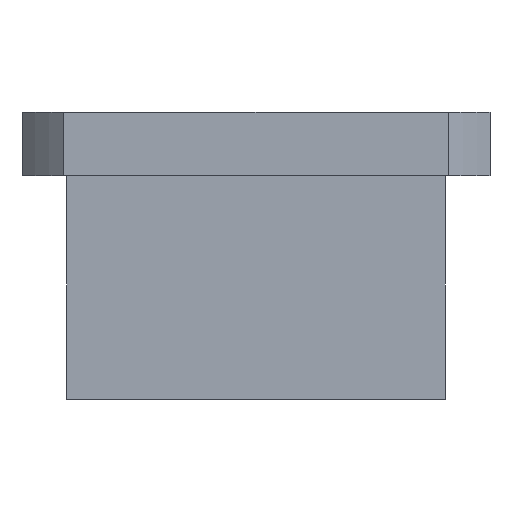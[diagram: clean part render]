
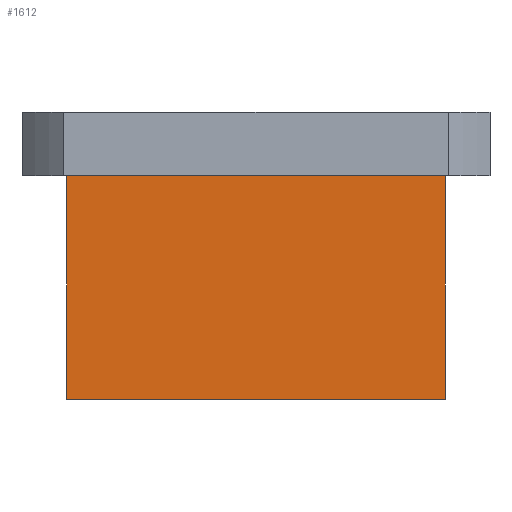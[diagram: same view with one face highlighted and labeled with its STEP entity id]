
A CAD part, front view. The second image highlights one B-rep face of the part: STEP entity #1612.
In plain terms, the highlighted planar face has unit normal (0, -1, 0).
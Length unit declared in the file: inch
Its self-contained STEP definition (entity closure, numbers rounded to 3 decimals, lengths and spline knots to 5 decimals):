
#149 = ORIENTED_EDGE ( 'NONE', *, *, #12490, .F. ) ;
#393 = LINE ( 'NONE', #14206, #1665 ) ;
#733 = VERTEX_POINT ( 'NONE', #10654 ) ;
#737 = LINE ( 'NONE', #16603, #14723 ) ;
#947 = DIRECTION ( 'NONE',  ( 0., 0., 1. ) ) ;
#1189 = CARTESIAN_POINT ( 'NONE',  ( 0.66, -0.37, -1. ) ) ;
#1612 = ADVANCED_FACE ( 'NONE', ( #15049 ), #4754, .F. ) ;
#1665 = VECTOR ( 'NONE', #10188, 39.37008 ) ;
#2097 = LINE ( 'NONE', #14991, #2737 ) ;
#2441 = EDGE_LOOP ( 'NONE', ( #17276, #13056, #149, #14484 ) ) ;
#2505 = EDGE_CURVE ( 'NONE', #5325, #16992, #2097, .T. ) ;
#2737 = VECTOR ( 'NONE', #16473, 39.37008 ) ;
#4754 = PLANE ( 'NONE',  #15886 ) ;
#5306 = DIRECTION ( 'NONE',  ( -1., 0., 0. ) ) ;
#5325 = VERTEX_POINT ( 'NONE', #17253 ) ;
#5767 = EDGE_CURVE ( 'NONE', #733, #12968, #393, .T. ) ;
#5893 = VECTOR ( 'NONE', #5306, 39.37008 ) ;
#7053 = DIRECTION ( 'NONE',  ( 1., 0., 0. ) ) ;
#8071 = CARTESIAN_POINT ( 'NONE',  ( 0.66, -0.37, -1. ) ) ;
#9271 = CARTESIAN_POINT ( 'NONE',  ( -0.66, -0.37, -1. ) ) ;
#10188 = DIRECTION ( 'NONE',  ( 0., 0., -1. ) ) ;
#10220 = CARTESIAN_POINT ( 'NONE',  ( 0.66, -0.37, 0. ) ) ;
#10654 = CARTESIAN_POINT ( 'NONE',  ( -0.66, -0.37, -0.22 ) ) ;
#12490 = EDGE_CURVE ( 'NONE', #16992, #12968, #12527, .T. ) ;
#12527 = LINE ( 'NONE', #8071, #5893 ) ;
#12968 = VERTEX_POINT ( 'NONE', #9271 ) ;
#13056 = ORIENTED_EDGE ( 'NONE', *, *, #5767, .T. ) ;
#13066 = DIRECTION ( 'NONE',  ( 0., 1., 0. ) ) ;
#14206 = CARTESIAN_POINT ( 'NONE',  ( -0.66, -0.37, 0. ) ) ;
#14484 = ORIENTED_EDGE ( 'NONE', *, *, #2505, .F. ) ;
#14723 = VECTOR ( 'NONE', #7053, 39.37008 ) ;
#14991 = CARTESIAN_POINT ( 'NONE',  ( 0.66, -0.37, 0. ) ) ;
#15049 = FACE_OUTER_BOUND ( 'NONE', #2441, .T. ) ;
#15886 = AXIS2_PLACEMENT_3D ( 'NONE', #10220, #13066, #947 ) ;
#16473 = DIRECTION ( 'NONE',  ( 0., 0., -1. ) ) ;
#16507 = EDGE_CURVE ( 'NONE', #733, #5325, #737, .T. ) ;
#16603 = CARTESIAN_POINT ( 'NONE',  ( 0., -0.37, -0.22 ) ) ;
#16992 = VERTEX_POINT ( 'NONE', #1189 ) ;
#17253 = CARTESIAN_POINT ( 'NONE',  ( 0.66, -0.37, -0.22 ) ) ;
#17276 = ORIENTED_EDGE ( 'NONE', *, *, #16507, .F. ) ;
